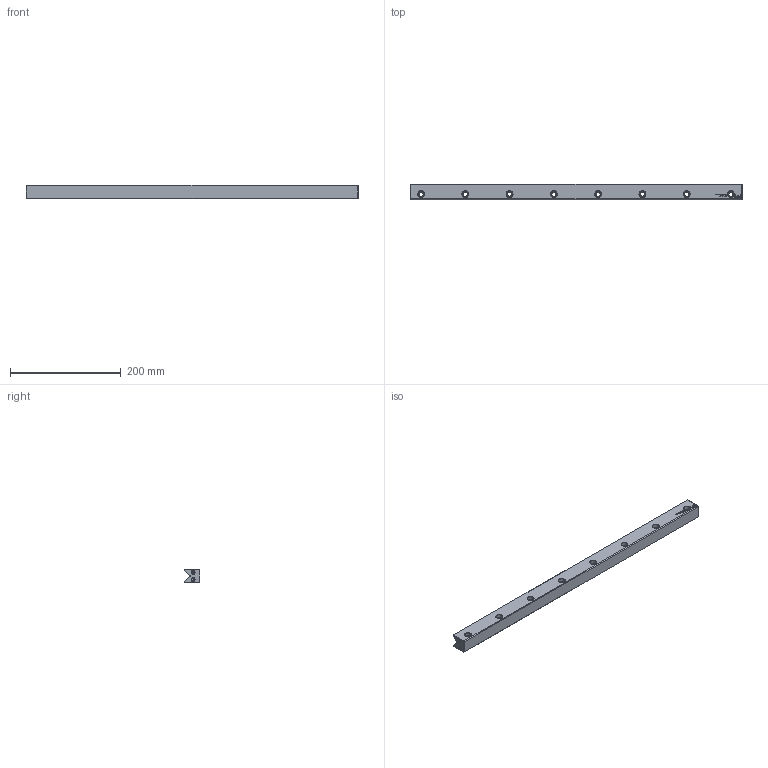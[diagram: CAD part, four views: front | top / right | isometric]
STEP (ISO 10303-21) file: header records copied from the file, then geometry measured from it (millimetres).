
FILE_DESCRIPTION(/* description */ (''),/* implementation_level */ '2;1');
FILE_NAME(/* name */ 'Rail M-5025x600.stp',/* time_stamp */ '2025-01-27T09:09:13+01:00',/* author */ (''),/* organization */ (''),/* preprocessor_version */ 'ST-DEVELOPER v16.7',/* originating_system */ 'SIEMENS PLM Software NX 12.0',/* authorisation */ '');
FILE_SCHEMA (('AUTOMOTIVE_DESIGN { 1 0 10303 214 3 1 1 1 }'));
Length unit declared in the file: millimetre
Products named in the file (1): Rail M-5025x600_step_stp
Bounding box: 600 x 28 x 25 mm (x, y, z)
Volume: 339818.6 mm3; surface area: 75043.3 mm2
Topology: 1 solids, 1 shells, 369 faces, 962 edges, 636 vertices
Faces by surface type: plane 233, bspline 90, cone 24, cylinder 22
Full cylindrical faces by diameter (mm): 5.188 x4, 7.5 x8, 11.5 x8
Entity records: 13444 total; most frequent: CARTESIAN_POINT 3146, ORIENTED_EDGE 1812, DIRECTION 1350, EDGE_CURVE 906, LINE 662, VECTOR 662, VERTEX_POINT 628, EDGE_LOOP 470
